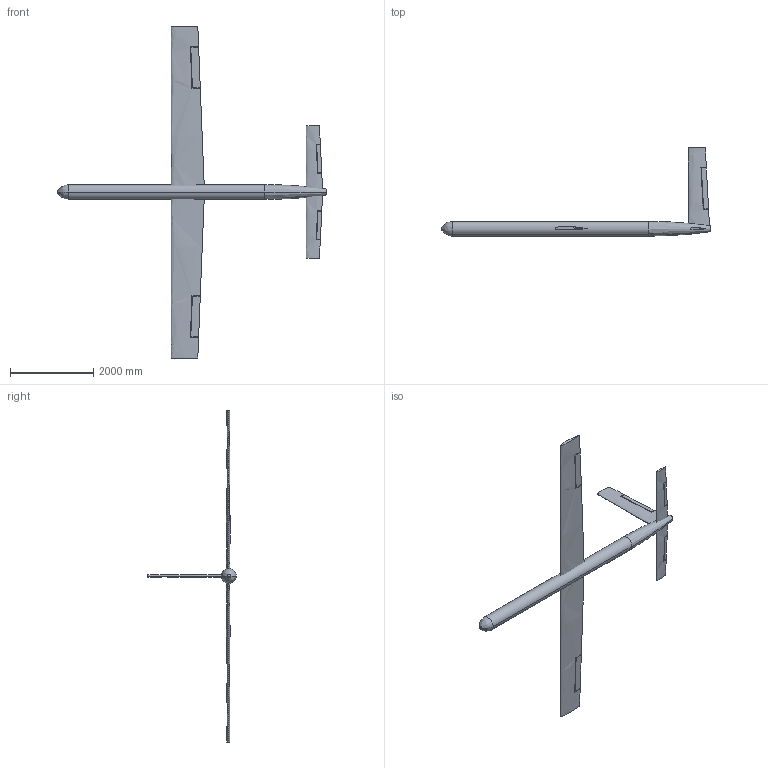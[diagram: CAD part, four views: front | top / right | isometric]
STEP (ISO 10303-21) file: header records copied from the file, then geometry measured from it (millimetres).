
FILE_DESCRIPTION((''),'2;1');
FILE_NAME('KITE_ASM','2020-08-04T12:04:57',('John Jr'),(''),'CREO PARAMETRIC BY PTC INC, 2019224','CREO PARAMETRIC BY PTC INC, 2019224','');
FILE_SCHEMA(('CONFIG_CONTROL_DESIGN'));
Length unit declared in the file: metre
Products named in the file (8): KITE_SKEL; FUSELAGE_CONCEPT; NACA2412_P_4M_0-8C_0S_0D_0-8T; NACA2412_S_4M_0-8C_0S_0D_0-8T; NACA0015_1-95M_0-52C_0S_0D_0-8T; NACA0015_1-6M_0-4C_0S_0D_0-8T; STBD_HSTAB; KITE_ASM
Assembly tree (7 placements, depth 2):
  KITE_ASM
    KITE_SKEL
    FUSELAGE_CONCEPT
    NACA2412_P_4M_0-8C_0S_0D_0-8T
    NACA2412_S_4M_0-8C_0S_0D_0-8T
    NACA0015_1-95M_0-52C_0S_0D_0-8T
    NACA0015_1-6M_0-4C_0S_0D_0-8T
    STBD_HSTAB
Bounding box: 6500 x 2127.8 x 8000 mm (x, y, z)
Volume: 1015345957.2 mm3; surface area: 23467390.3 mm2
Topology: 11 solids, 11 shells, 69 faces, 138 edges, 89 vertices
Faces by surface type: plane 41, bspline 26, cylinder 2
Entity records: 3666 total; most frequent: CARTESIAN_POINT 2293, ORIENTED_EDGE 272, DIRECTION 186, EDGE_CURVE 136, VERTEX_POINT 89, B_SPLINE_CURVE_WITH_KNOTS 80, AXIS2_PLACEMENT_3D 72, EDGE_LOOP 69
